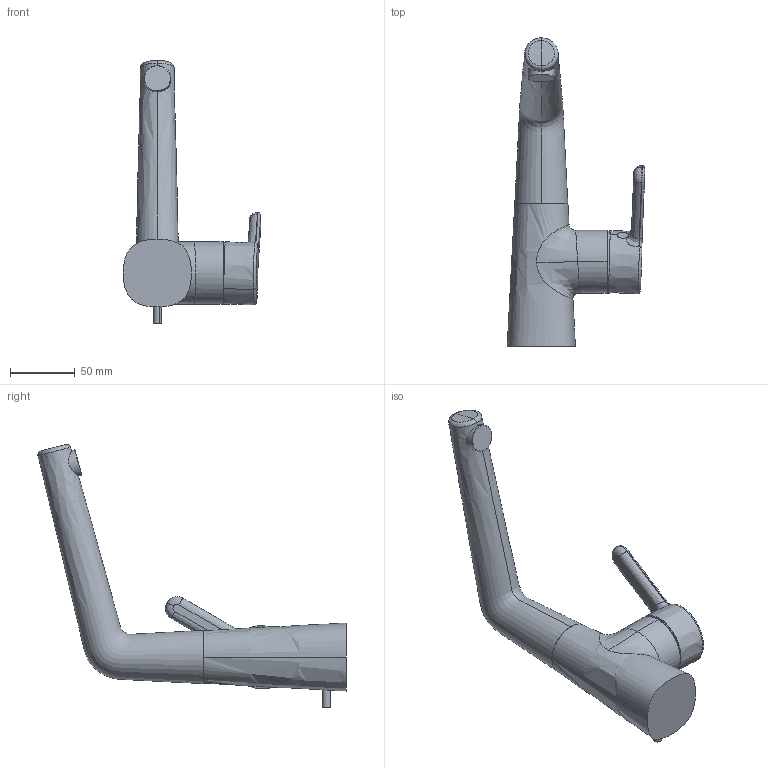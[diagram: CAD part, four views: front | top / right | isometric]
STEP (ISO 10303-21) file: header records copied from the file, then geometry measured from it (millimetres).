
FILE_DESCRIPTION (( 'STEP AP203' ), '1' );
FILE_NAME ('51211183.STEP', '2017-11-27T09:11:34', ( '' ), ( '' ), 'SwSTEP 2.0', 'SolidWorks 2016', '' );
FILE_SCHEMA (( 'CONFIG_CONTROL_DESIGN' ));
Length unit declared in the file: millimetre
Products named in the file (1): 51211183
Bounding box: 106.29 x 238.11 x 203.28 mm (x, y, z)
Volume: 505933.8 mm3; surface area: 57086.8 mm2
Topology: 1 solids, 1 shells, 59 faces, 149 edges, 98 vertices
Faces by surface type: bspline 29, plane 12, cylinder 11, torus 4, sphere 3
Entity records: 11566 total; most frequent: CARTESIAN_POINT 10309, ORIENTED_EDGE 294, DIRECTION 159, EDGE_CURVE 147, VERTEX_POINT 97, B_SPLINE_CURVE_WITH_KNOTS 82, AXIS2_PLACEMENT_3D 66, EDGE_LOOP 66
